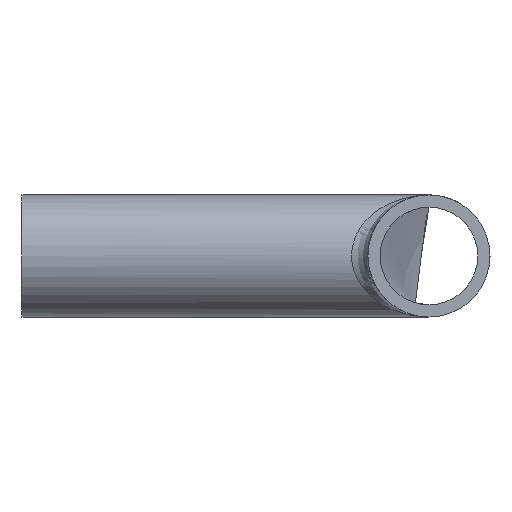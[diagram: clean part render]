
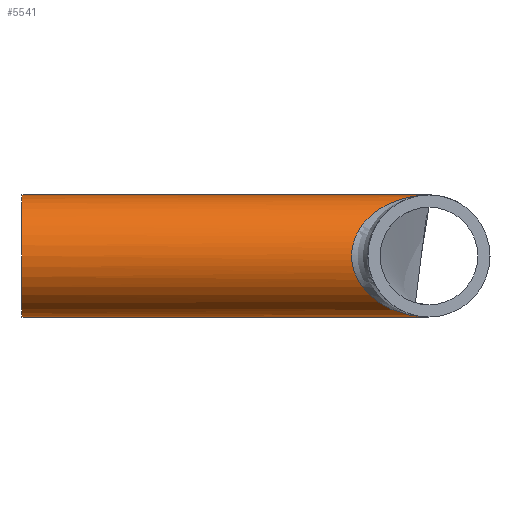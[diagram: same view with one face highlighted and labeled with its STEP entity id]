
A CAD part, left-side view. The second image highlights one B-rep face of the part: STEP entity #5541.
In plain terms, the highlighted cylindrical face has radius 7.5 mm (diameter 15 mm), a full revolution.
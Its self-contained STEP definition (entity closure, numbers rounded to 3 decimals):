
#13 = AXIS2_PLACEMENT_3D ( 'NONE', #3195, #4836, #11057 ) ;
#154 = CARTESIAN_POINT ( 'NONE',  ( 0., 50., 7.5 ) ) ;
#227 = CARTESIAN_POINT ( 'NONE',  ( 0., 0., -7.5 ) ) ;
#243 = CARTESIAN_POINT ( 'NONE',  ( -15., 19., 7.5 ) ) ;
#329 = CARTESIAN_POINT ( 'NONE',  ( 15., 19., -7.5 ) ) ;
#1259 = DIRECTION ( 'NONE',  ( 0., 0., -1. ) ) ;
#2000 =( BOUNDED_CURVE ( )  B_SPLINE_CURVE ( 3, ( #8439, #7507, #243, #2227 ),
 .UNSPECIFIED., .F., .T. ) 
 B_SPLINE_CURVE_WITH_KNOTS ( ( 4, 4 ),
 ( 4.712, 7.854 ),
 .UNSPECIFIED. ) 
 CURVE ( )  GEOMETRIC_REPRESENTATION_ITEM ( )  RATIONAL_B_SPLINE_CURVE ( ( 1., 0.333, 0.333, 1. ) ) 
 REPRESENTATION_ITEM ( '' )  );
#2118 = EDGE_LOOP ( 'NONE', ( #5666 ) ) ;
#2227 = CARTESIAN_POINT ( 'NONE',  ( 0., 0., 7.5 ) ) ;
#3020 = FACE_OUTER_BOUND ( 'NONE', #2118, .T. ) ;
#3195 = CARTESIAN_POINT ( 'NONE',  ( 0., 50., 0. ) ) ;
#3827 = EDGE_CURVE ( 'NONE', #9119, #9119, #8425, .T. ) ;
#4019 = CARTESIAN_POINT ( 'NONE',  ( 0., 0., -7.5 ) ) ;
#4086 = VERTEX_POINT ( 'NONE', #4019 ) ;
#4375 =( BOUNDED_CURVE ( )  B_SPLINE_CURVE ( 3, ( #8355, #9131, #329, #227 ),
 .UNSPECIFIED., .F., .T. ) 
 B_SPLINE_CURVE_WITH_KNOTS ( ( 4, 4 ),
 ( 1.571, 4.712 ),
 .UNSPECIFIED. ) 
 CURVE ( )  GEOMETRIC_REPRESENTATION_ITEM ( )  RATIONAL_B_SPLINE_CURVE ( ( 1., 0.333, 0.333, 1. ) ) 
 REPRESENTATION_ITEM ( '' )  );
#4796 = ORIENTED_EDGE ( 'NONE', *, *, #9889, .T. ) ;
#4836 = DIRECTION ( 'NONE',  ( 0., 1., 0. ) ) ;
#5541 = ADVANCED_FACE ( 'NONE', ( #6525, #3020 ), #6580, .T. ) ;
#5566 = AXIS2_PLACEMENT_3D ( 'NONE', #5686, #9233, #1259 ) ;
#5622 = CARTESIAN_POINT ( 'NONE',  ( 0., 0., 7.5 ) ) ;
#5666 = ORIENTED_EDGE ( 'NONE', *, *, #3827, .F. ) ;
#5686 = CARTESIAN_POINT ( 'NONE',  ( 0., 50., 0. ) ) ;
#5863 = VERTEX_POINT ( 'NONE', #5622 ) ;
#6085 = EDGE_CURVE ( 'NONE', #4086, #5863, #2000, .T. ) ;
#6525 = FACE_OUTER_BOUND ( 'NONE', #10585, .T. ) ;
#6580 = CYLINDRICAL_SURFACE ( 'NONE', #5566, 7.5 ) ;
#7145 = ORIENTED_EDGE ( 'NONE', *, *, #6085, .T. ) ;
#7507 = CARTESIAN_POINT ( 'NONE',  ( -15., 19., -7.5 ) ) ;
#8355 = CARTESIAN_POINT ( 'NONE',  ( 0., 0., 7.5 ) ) ;
#8425 = CIRCLE ( 'NONE', #13, 7.5 ) ;
#8439 = CARTESIAN_POINT ( 'NONE',  ( 0., 0., -7.5 ) ) ;
#9119 = VERTEX_POINT ( 'NONE', #154 ) ;
#9131 = CARTESIAN_POINT ( 'NONE',  ( 15., 19., 7.5 ) ) ;
#9233 = DIRECTION ( 'NONE',  ( 0., -1., 0. ) ) ;
#9889 = EDGE_CURVE ( 'NONE', #5863, #4086, #4375, .T. ) ;
#10585 = EDGE_LOOP ( 'NONE', ( #7145, #4796 ) ) ;
#11057 = DIRECTION ( 'NONE',  ( 0., 0., 1. ) ) ;
